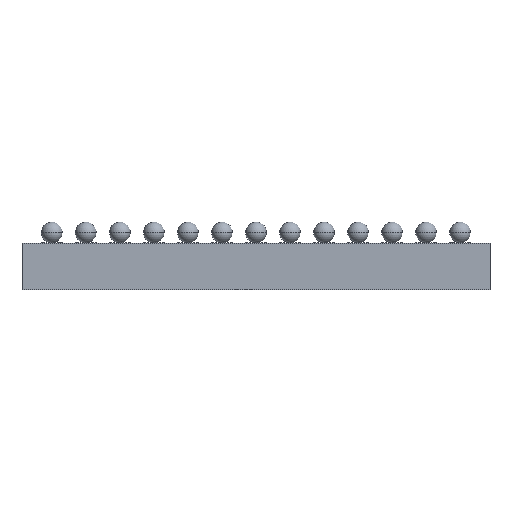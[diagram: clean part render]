
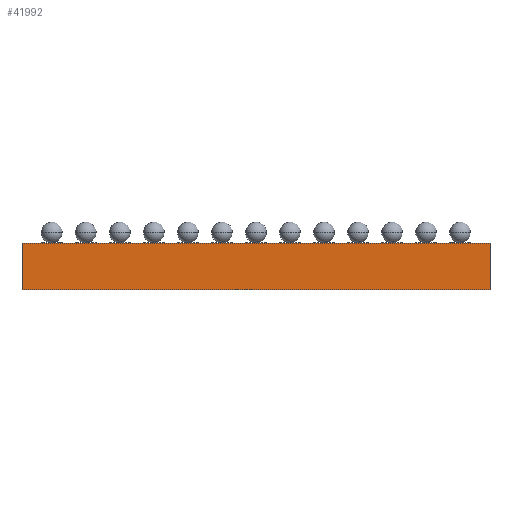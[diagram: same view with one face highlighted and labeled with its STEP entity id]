
A CAD part, left-side view. The second image highlights one B-rep face of the part: STEP entity #41992.
In plain terms, the highlighted planar face has unit normal (-1, 0, 0).
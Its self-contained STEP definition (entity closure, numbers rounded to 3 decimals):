
#1594 = LINE ( 'NONE', #30372, #35389 ) ;
#10316 = VERTEX_POINT ( 'NONE', #18111 ) ;
#10743 = ORIENTED_EDGE ( 'NONE', *, *, #26197, .F. ) ;
#10792 = DIRECTION ( 'NONE',  ( 0., 0., -1. ) ) ;
#11194 = VECTOR ( 'NONE', #17203, 1000. ) ;
#12218 = ORIENTED_EDGE ( 'NONE', *, *, #23087, .F. ) ;
#12327 = DIRECTION ( 'NONE',  ( 1., 0., 0. ) ) ;
#14062 = CARTESIAN_POINT ( 'NONE',  ( -2.01, 3.861, 1. ) ) ;
#14879 = AXIS2_PLACEMENT_3D ( 'NONE', #31853, #12327, #35151 ) ;
#14946 = CARTESIAN_POINT ( 'NONE',  ( -2.01, -7.139, 1. ) ) ;
#16267 = VERTEX_POINT ( 'NONE', #28437 ) ;
#17203 = DIRECTION ( 'NONE',  ( 0., -1., 0. ) ) ;
#17751 = EDGE_CURVE ( 'NONE', #10316, #16267, #41665, .T. ) ;
#18034 = EDGE_LOOP ( 'NONE', ( #34398, #10743, #33807, #12218 ) ) ;
#18111 = CARTESIAN_POINT ( 'NONE',  ( -2.01, -7.139, 1. ) ) ;
#19795 = LINE ( 'NONE', #38767, #27431 ) ;
#22341 = VERTEX_POINT ( 'NONE', #42330 ) ;
#23087 = EDGE_CURVE ( 'NONE', #22341, #10316, #37286, .T. ) ;
#26197 = EDGE_CURVE ( 'NONE', #16267, #32177, #19795, .T. ) ;
#27431 = VECTOR ( 'NONE', #28872, 1000. ) ;
#27613 = EDGE_CURVE ( 'NONE', #22341, #32177, #1594, .T. ) ;
#28437 = CARTESIAN_POINT ( 'NONE',  ( -2.01, -7.139, -0.1 ) ) ;
#28872 = DIRECTION ( 'NONE',  ( 0., 1., 0. ) ) ;
#30372 = CARTESIAN_POINT ( 'NONE',  ( -2.01, 3.861, 1. ) ) ;
#31710 = PLANE ( 'NONE',  #14879 ) ;
#31853 = CARTESIAN_POINT ( 'NONE',  ( -2.01, 3.861, 1. ) ) ;
#32177 = VERTEX_POINT ( 'NONE', #33372 ) ;
#32895 = VECTOR ( 'NONE', #37839, 1000. ) ;
#33372 = CARTESIAN_POINT ( 'NONE',  ( -2.01, 3.861, -0.1 ) ) ;
#33807 = ORIENTED_EDGE ( 'NONE', *, *, #17751, .F. ) ;
#34398 = ORIENTED_EDGE ( 'NONE', *, *, #27613, .T. ) ;
#35151 = DIRECTION ( 'NONE',  ( 0., 1., 0. ) ) ;
#35389 = VECTOR ( 'NONE', #10792, 1000. ) ;
#37286 = LINE ( 'NONE', #14062, #11194 ) ;
#37839 = DIRECTION ( 'NONE',  ( 0., 0., -1. ) ) ;
#38448 = FACE_OUTER_BOUND ( 'NONE', #18034, .T. ) ;
#38767 = CARTESIAN_POINT ( 'NONE',  ( -2.01, 3.861, -0.1 ) ) ;
#41665 = LINE ( 'NONE', #14946, #32895 ) ;
#41992 = ADVANCED_FACE ( 'NONE', ( #38448 ), #31710, .F. ) ;
#42330 = CARTESIAN_POINT ( 'NONE',  ( -2.01, 3.861, 1. ) ) ;
